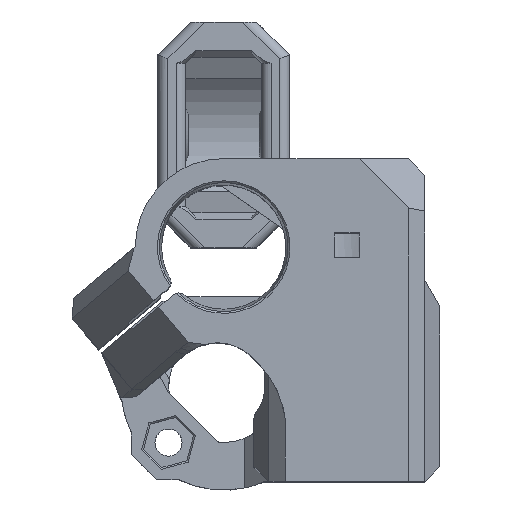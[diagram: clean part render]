
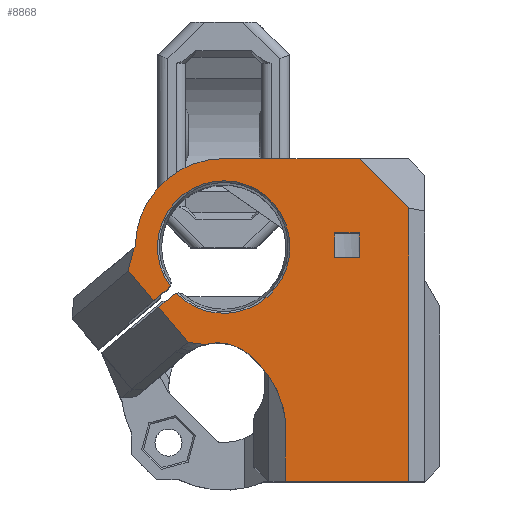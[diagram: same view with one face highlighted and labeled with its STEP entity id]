
A CAD part, top view. The second image highlights one B-rep face of the part: STEP entity #8868.
In plain terms, the highlighted face is planar.
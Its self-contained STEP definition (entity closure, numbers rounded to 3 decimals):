
#262=FACE_BOUND('',#969,.T.);
#310=B_SPLINE_CURVE_WITH_KNOTS('',3,(#12640,#12641,#12642,#12643,#12644,
#12645,#12646,#12647,#12648,#12649,#12650,#12651,#12652,#12653,#12654,#12655),
 .UNSPECIFIED.,.F.,.F.,(4,3,3,3,3,4),(0.,0.055,0.097,
0.149,0.197,0.2),.UNSPECIFIED.);
#337=CIRCLE('',#9421,10.765);
#338=CIRCLE('',#9422,1.);
#339=CIRCLE('',#9423,8.065);
#340=CIRCLE('',#9424,1.);
#341=CIRCLE('',#9425,6.);
#342=CIRCLE('',#9426,12.327);
#452=FACE_OUTER_BOUND('',#968,.T.);
#968=EDGE_LOOP('',(#5811,#5812,#5813,#5814,#5815,#5816,#5817,#5818,#5819,
#5820,#5821,#5822,#5823,#5824,#5825,#5826,#5827,#5828));
#969=EDGE_LOOP('',(#5829,#5830,#5831,#5832));
#1534=LINE('',#12613,#2590);
#1535=LINE('',#12616,#2591);
#1536=LINE('',#12618,#2592);
#1537=LINE('',#12622,#2593);
#1538=LINE('',#12624,#2594);
#1539=LINE('',#12626,#2595);
#1540=LINE('',#12628,#2596);
#1541=LINE('',#12636,#2597);
#1542=LINE('',#12638,#2598);
#1543=LINE('',#12661,#2599);
#1544=LINE('',#12662,#2600);
#1545=LINE('',#12665,#2601);
#1546=LINE('',#12667,#2602);
#1547=LINE('',#12669,#2603);
#1548=LINE('',#12670,#2604);
#2590=VECTOR('',#10136,10.);
#2591=VECTOR('',#10139,10.);
#2592=VECTOR('',#10140,10.);
#2593=VECTOR('',#10143,10.);
#2594=VECTOR('',#10144,10.);
#2595=VECTOR('',#10145,10.);
#2596=VECTOR('',#10146,10.);
#2597=VECTOR('',#10153,10.);
#2598=VECTOR('',#10154,10.);
#2599=VECTOR('',#10159,10.);
#2600=VECTOR('',#10160,10.);
#2601=VECTOR('',#10161,10.);
#2602=VECTOR('',#10162,10.);
#2603=VECTOR('',#10163,10.);
#2604=VECTOR('',#10164,10.);
#3643=VERTEX_POINT('',#12606);
#3646=VERTEX_POINT('',#12611);
#3647=VERTEX_POINT('',#12615);
#3648=VERTEX_POINT('',#12617);
#3649=VERTEX_POINT('',#12619);
#3650=VERTEX_POINT('',#12621);
#3651=VERTEX_POINT('',#12623);
#3652=VERTEX_POINT('',#12625);
#3653=VERTEX_POINT('',#12627);
#3654=VERTEX_POINT('',#12629);
#3655=VERTEX_POINT('',#12631);
#3656=VERTEX_POINT('',#12633);
#3657=VERTEX_POINT('',#12635);
#3658=VERTEX_POINT('',#12637);
#3659=VERTEX_POINT('',#12639);
#3660=VERTEX_POINT('',#12656);
#3661=VERTEX_POINT('',#12658);
#3662=VERTEX_POINT('',#12660);
#3663=VERTEX_POINT('',#12663);
#3664=VERTEX_POINT('',#12664);
#3665=VERTEX_POINT('',#12666);
#3666=VERTEX_POINT('',#12668);
#4487=EDGE_CURVE('',#3646,#3643,#1534,.T.);
#4488=EDGE_CURVE('',#3646,#3647,#1535,.T.);
#4489=EDGE_CURVE('',#3648,#3647,#1536,.T.);
#4490=EDGE_CURVE('',#3649,#3648,#337,.T.);
#4491=EDGE_CURVE('',#3649,#3650,#1537,.T.);
#4492=EDGE_CURVE('',#3650,#3651,#1538,.T.);
#4493=EDGE_CURVE('',#3652,#3651,#1539,.T.);
#4494=EDGE_CURVE('',#3653,#3652,#1540,.T.);
#4495=EDGE_CURVE('',#3653,#3654,#338,.T.);
#4496=EDGE_CURVE('',#3654,#3655,#339,.T.);
#4497=EDGE_CURVE('',#3655,#3656,#340,.T.);
#4498=EDGE_CURVE('',#3657,#3656,#1541,.T.);
#4499=EDGE_CURVE('',#3657,#3658,#1542,.T.);
#4500=EDGE_CURVE('',#3658,#3659,#310,.T.);
#4501=EDGE_CURVE('',#3660,#3659,#341,.F.);
#4502=EDGE_CURVE('',#3660,#3661,#342,.T.);
#4503=EDGE_CURVE('',#3662,#3661,#1543,.T.);
#4504=EDGE_CURVE('',#3643,#3662,#1544,.T.);
#4505=EDGE_CURVE('',#3663,#3664,#1545,.T.);
#4506=EDGE_CURVE('',#3664,#3665,#1546,.T.);
#4507=EDGE_CURVE('',#3665,#3666,#1547,.T.);
#4508=EDGE_CURVE('',#3666,#3663,#1548,.T.);
#5811=ORIENTED_EDGE('',*,*,#4487,.F.);
#5812=ORIENTED_EDGE('',*,*,#4488,.T.);
#5813=ORIENTED_EDGE('',*,*,#4489,.F.);
#5814=ORIENTED_EDGE('',*,*,#4490,.F.);
#5815=ORIENTED_EDGE('',*,*,#4491,.T.);
#5816=ORIENTED_EDGE('',*,*,#4492,.T.);
#5817=ORIENTED_EDGE('',*,*,#4493,.F.);
#5818=ORIENTED_EDGE('',*,*,#4494,.F.);
#5819=ORIENTED_EDGE('',*,*,#4495,.T.);
#5820=ORIENTED_EDGE('',*,*,#4496,.T.);
#5821=ORIENTED_EDGE('',*,*,#4497,.T.);
#5822=ORIENTED_EDGE('',*,*,#4498,.F.);
#5823=ORIENTED_EDGE('',*,*,#4499,.T.);
#5824=ORIENTED_EDGE('',*,*,#4500,.T.);
#5825=ORIENTED_EDGE('',*,*,#4501,.F.);
#5826=ORIENTED_EDGE('',*,*,#4502,.T.);
#5827=ORIENTED_EDGE('',*,*,#4503,.F.);
#5828=ORIENTED_EDGE('',*,*,#4504,.F.);
#5829=ORIENTED_EDGE('',*,*,#4505,.T.);
#5830=ORIENTED_EDGE('',*,*,#4506,.T.);
#5831=ORIENTED_EDGE('',*,*,#4507,.T.);
#5832=ORIENTED_EDGE('',*,*,#4508,.T.);
#8454=PLANE('',#9420);
#8868=ADVANCED_FACE('',(#452,#262),#8454,.F.);
#9420=AXIS2_PLACEMENT_3D('',#12614,#10137,#10138);
#9421=AXIS2_PLACEMENT_3D('',#12620,#10141,#10142);
#9422=AXIS2_PLACEMENT_3D('',#12630,#10147,#10148);
#9423=AXIS2_PLACEMENT_3D('',#12632,#10149,#10150);
#9424=AXIS2_PLACEMENT_3D('',#12634,#10151,#10152);
#9425=AXIS2_PLACEMENT_3D('',#12657,#10155,#10156);
#9426=AXIS2_PLACEMENT_3D('',#12659,#10157,#10158);
#10136=DIRECTION('',(0.,1.,0.));
#10137=DIRECTION('center_axis',(0.,0.,1.));
#10138=DIRECTION('ref_axis',(1.,0.,0.));
#10139=DIRECTION('',(-0.707,-0.707,0.));
#10140=DIRECTION('',(1.,0.,0.));
#10141=DIRECTION('center_axis',(0.,0.,1.));
#10142=DIRECTION('ref_axis',(0.,1.,0.));
#10143=DIRECTION('',(-0.765,0.644,0.));
#10144=DIRECTION('',(-0.252,0.968,0.));
#10145=DIRECTION('',(-0.644,-0.765,0.));
#10146=DIRECTION('',(-0.765,0.644,0.));
#10147=DIRECTION('center_axis',(0.,0.,-1.));
#10148=DIRECTION('ref_axis',(0.985,0.172,0.));
#10149=DIRECTION('center_axis',(0.,0.,1.));
#10150=DIRECTION('ref_axis',(1.,0.,0.));
#10151=DIRECTION('center_axis',(0.,0.,-1.));
#10152=DIRECTION('ref_axis',(-0.003,-1.,0.));
#10153=DIRECTION('',(0.765,-0.644,0.));
#10154=DIRECTION('',(0.644,0.765,0.));
#10155=DIRECTION('center_axis',(0.,0.,1.));
#10156=DIRECTION('ref_axis',(-0.014,-1.,0.));
#10157=DIRECTION('center_axis',(0.,0.,1.));
#10158=DIRECTION('ref_axis',(0.204,-0.979,0.));
#10159=DIRECTION('',(0.,-1.,0.));
#10160=DIRECTION('',(-1.,0.,0.));
#10161=DIRECTION('',(0.,1.,0.));
#10162=DIRECTION('',(-1.,0.,0.));
#10163=DIRECTION('',(0.,-1.,0.));
#10164=DIRECTION('',(1.,0.,0.));
#12606=CARTESIAN_POINT('',(22.5,28.525,-58.));
#12611=CARTESIAN_POINT('',(22.5,-4.765,-58.));
#12613=CARTESIAN_POINT('',(22.5,-0.943,-58.));
#12614=CARTESIAN_POINT('Origin',(6.868,8.88,-58.));
#12615=CARTESIAN_POINT('',(16.5,-10.765,-58.));
#12616=CARTESIAN_POINT('',(19.003,-8.262,-58.));
#12617=CARTESIAN_POINT('',(0.,-10.765,-58.));
#12618=CARTESIAN_POINT('',(0.,-10.765,-58.));
#12619=CARTESIAN_POINT('',(-10.765,-0.083,-58.));
#12620=CARTESIAN_POINT('Origin',(0.,0.,-58.));
#12621=CARTESIAN_POINT('',(-10.895,0.027,-58.));
#12622=CARTESIAN_POINT('',(-12.602,1.465,-58.));
#12623=CARTESIAN_POINT('',(-11.638,2.876,-58.));
#12624=CARTESIAN_POINT('',(-12.479,6.099,-58.));
#12625=CARTESIAN_POINT('',(-8.545,6.547,-58.));
#12626=CARTESIAN_POINT('',(-8.545,6.547,-58.));
#12627=CARTESIAN_POINT('',(-6.771,5.051,-58.));
#12628=CARTESIAN_POINT('',(-5.09,3.636,-58.));
#12629=CARTESIAN_POINT('',(-6.524,4.741,-58.));
#12630=CARTESIAN_POINT('Origin',(-7.415,4.287,-58.));
#12631=CARTESIAN_POINT('',(-5.779,5.626,-58.));
#12632=CARTESIAN_POINT('Origin',(0.,0.,-58.));
#12633=CARTESIAN_POINT('',(-6.126,5.816,-58.));
#12634=CARTESIAN_POINT('Origin',(-5.482,6.581,-58.));
#12635=CARTESIAN_POINT('',(-7.901,7.312,-58.));
#12636=CARTESIAN_POINT('',(0.142,0.534,-58.));
#12637=CARTESIAN_POINT('',(-4.283,11.606,-58.));
#12638=CARTESIAN_POINT('',(-7.901,7.312,-58.));
#12639=CARTESIAN_POINT('',(-2.294,11.85,-58.));
#12640=CARTESIAN_POINT('Ctrl Pts',(-4.283,11.606,-58.));
#12641=CARTESIAN_POINT('Ctrl Pts',(-4.099,11.616,-58.));
#12642=CARTESIAN_POINT('Ctrl Pts',(-3.915,11.63,-58.));
#12643=CARTESIAN_POINT('Ctrl Pts',(-3.732,11.647,-58.));
#12644=CARTESIAN_POINT('Ctrl Pts',(-3.594,11.659,-58.));
#12645=CARTESIAN_POINT('Ctrl Pts',(-3.457,11.674,-58.));
#12646=CARTESIAN_POINT('Ctrl Pts',(-3.319,11.69,-58.));
#12647=CARTESIAN_POINT('Ctrl Pts',(-3.148,11.711,-58.));
#12648=CARTESIAN_POINT('Ctrl Pts',(-2.976,11.734,-58.));
#12649=CARTESIAN_POINT('Ctrl Pts',(-2.805,11.761,-58.));
#12650=CARTESIAN_POINT('Ctrl Pts',(-2.646,11.786,-58.));
#12651=CARTESIAN_POINT('Ctrl Pts',(-2.487,11.813,-58.));
#12652=CARTESIAN_POINT('Ctrl Pts',(-2.329,11.844,-58.));
#12653=CARTESIAN_POINT('Ctrl Pts',(-2.317,11.846,-58.));
#12654=CARTESIAN_POINT('Ctrl Pts',(-2.306,11.848,-58.));
#12655=CARTESIAN_POINT('Ctrl Pts',(-2.294,11.85,-58.));
#12656=CARTESIAN_POINT('',(2.96,12.962,-58.));
#12657=CARTESIAN_POINT('Origin',(-0.778,17.655,-58.));
#12658=CARTESIAN_POINT('',(7.5,20.981,-58.));
#12659=CARTESIAN_POINT('Origin',(-4.719,22.604,-58.));
#12660=CARTESIAN_POINT('',(7.5,28.525,-58.));
#12661=CARTESIAN_POINT('',(7.5,18.703,-58.));
#12662=CARTESIAN_POINT('',(24.5,28.525,-58.));
#12663=CARTESIAN_POINT('',(16.5,-1.725,-58.));
#12664=CARTESIAN_POINT('',(16.5,1.275,-58.));
#12665=CARTESIAN_POINT('',(16.5,3.577,-58.));
#12666=CARTESIAN_POINT('',(13.5,1.275,-58.));
#12667=CARTESIAN_POINT('',(10.934,1.275,-58.));
#12668=CARTESIAN_POINT('',(13.5,-1.725,-58.));
#12669=CARTESIAN_POINT('',(13.5,3.577,-58.));
#12670=CARTESIAN_POINT('',(10.934,-1.725,-58.));
